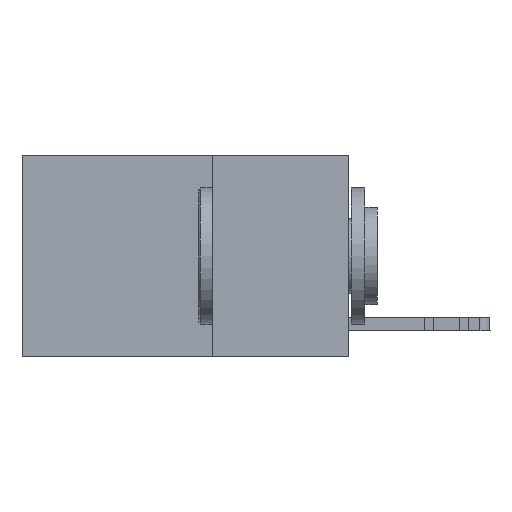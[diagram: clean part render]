
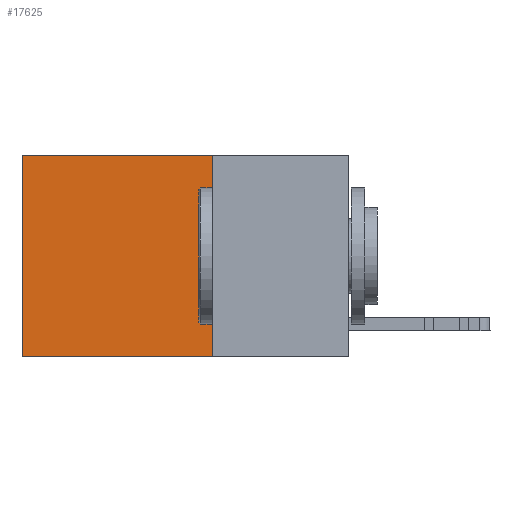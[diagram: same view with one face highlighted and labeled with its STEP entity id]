
A CAD part, left-side view. The second image highlights one B-rep face of the part: STEP entity #17625.
In plain terms, the highlighted planar face has unit normal (-1, 0, 0).
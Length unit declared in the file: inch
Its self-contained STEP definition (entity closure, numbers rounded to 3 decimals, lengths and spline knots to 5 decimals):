
#1356 = ORIENTED_EDGE ( 'NONE', *, *, #30536, .T. ) ;
#1604 = CARTESIAN_POINT ( 'NONE',  ( 0.2625, 0.25, -0.37 ) ) ;
#2702 = ORIENTED_EDGE ( 'NONE', *, *, #5638, .F. ) ;
#3479 = EDGE_CURVE ( 'NONE', #7771, #14241, #10979, .T. ) ;
#4606 = LINE ( 'NONE', #18879, #10199 ) ;
#5638 = EDGE_CURVE ( 'NONE', #7454, #7771, #4606, .T. ) ;
#7454 = VERTEX_POINT ( 'NONE', #29115 ) ;
#7771 = VERTEX_POINT ( 'NONE', #17906 ) ;
#10199 = VECTOR ( 'NONE', #20668, 39.37008 ) ;
#10481 = DIRECTION ( 'NONE',  ( 0., 0., -1. ) ) ;
#10968 = AXIS2_PLACEMENT_3D ( 'NONE', #23694, #30879, #23846 ) ;
#10979 = LINE ( 'NONE', #1604, #29008 ) ;
#12370 = FACE_OUTER_BOUND ( 'NONE', #17843, .T. ) ;
#14241 = VERTEX_POINT ( 'NONE', #28862 ) ;
#17511 = CARTESIAN_POINT ( 'NONE',  ( 0.2625, 0.6, 0. ) ) ;
#17625 = ADVANCED_FACE ( 'NONE', ( #12370 ), #28994, .F. ) ;
#17843 = EDGE_LOOP ( 'NONE', ( #28110, #28486, #2702, #1356 ) ) ;
#17906 = CARTESIAN_POINT ( 'NONE',  ( 0.2625, 0.25, -0.37 ) ) ;
#18121 = DIRECTION ( 'NONE',  ( 0., 1., 0. ) ) ;
#18879 = CARTESIAN_POINT ( 'NONE',  ( 0.2625, 0.25, 0. ) ) ;
#19924 = LINE ( 'NONE', #29908, #28554 ) ;
#20175 = CARTESIAN_POINT ( 'NONE',  ( 0.2625, 0.25, 0. ) ) ;
#20218 = EDGE_CURVE ( 'NONE', #26673, #14241, #19924, .T. ) ;
#20575 = DIRECTION ( 'NONE',  ( 0., 1., 0. ) ) ;
#20668 = DIRECTION ( 'NONE',  ( 0., 0., -1. ) ) ;
#23694 = CARTESIAN_POINT ( 'NONE',  ( 0.2625, 0.25, 0. ) ) ;
#23846 = DIRECTION ( 'NONE',  ( 0., 0., -1. ) ) ;
#26673 = VERTEX_POINT ( 'NONE', #17511 ) ;
#27524 = LINE ( 'NONE', #20175, #30029 ) ;
#28110 = ORIENTED_EDGE ( 'NONE', *, *, #20218, .T. ) ;
#28486 = ORIENTED_EDGE ( 'NONE', *, *, #3479, .F. ) ;
#28554 = VECTOR ( 'NONE', #10481, 39.37008 ) ;
#28862 = CARTESIAN_POINT ( 'NONE',  ( 0.2625, 0.6, -0.37 ) ) ;
#28994 = PLANE ( 'NONE',  #10968 ) ;
#29008 = VECTOR ( 'NONE', #20575, 39.37008 ) ;
#29115 = CARTESIAN_POINT ( 'NONE',  ( 0.2625, 0.25, 0. ) ) ;
#29908 = CARTESIAN_POINT ( 'NONE',  ( 0.2625, 0.6, 0. ) ) ;
#30029 = VECTOR ( 'NONE', #18121, 39.37008 ) ;
#30536 = EDGE_CURVE ( 'NONE', #7454, #26673, #27524, .T. ) ;
#30879 = DIRECTION ( 'NONE',  ( 1., 0., 0. ) ) ;
